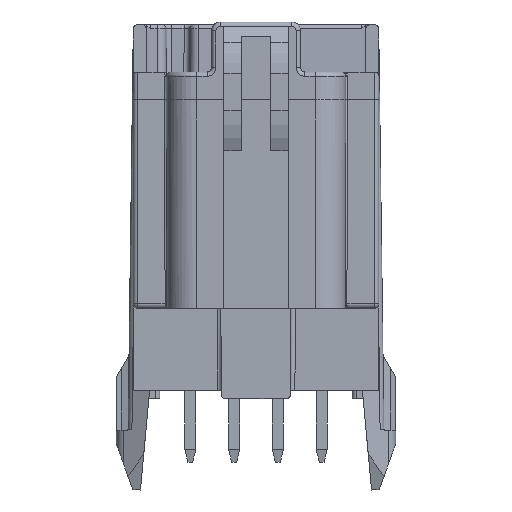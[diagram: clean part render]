
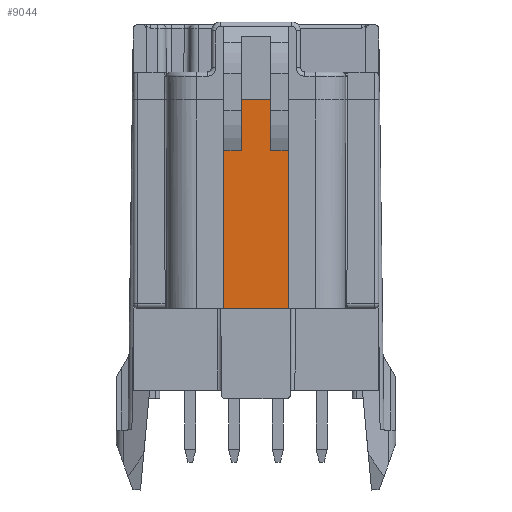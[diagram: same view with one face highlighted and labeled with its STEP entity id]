
A CAD part, left-side view. The second image highlights one B-rep face of the part: STEP entity #9044.
In plain terms, the highlighted planar face has unit normal (-1, 0, -0.002).
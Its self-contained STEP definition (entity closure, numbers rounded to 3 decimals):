
#307=DIRECTION('',(-0.002,0.,1.));
#308=VECTOR('',#307,9.129);
#309=CARTESIAN_POINT('',(20.832,18.938,26.667));
#310=LINE('',#309,#308);
#355=DIRECTION('',(0.,-1.,0.));
#356=VECTOR('',#355,1.02);
#357=CARTESIAN_POINT('',(20.812,18.938,35.797));
#358=LINE('',#357,#356);
#359=DIRECTION('',(0.,-1.,0.));
#360=VECTOR('',#359,3.738);
#361=CARTESIAN_POINT('',(20.832,18.938,26.667));
#362=LINE('',#361,#360);
#363=DIRECTION('',(0.002,0.,-1.));
#364=VECTOR('',#363,2.95);
#365=CARTESIAN_POINT('',(20.806,17.918,38.747));
#366=LINE('',#365,#364);
#367=DIRECTION('',(0.002,0.,-1.));
#368=VECTOR('',#367,2.95);
#369=CARTESIAN_POINT('',(20.806,16.22,38.747));
#370=LINE('',#369,#368);
#393=DIRECTION('',(0.,-1.,0.));
#394=VECTOR('',#393,1.698);
#395=CARTESIAN_POINT('',(20.806,17.918,38.747));
#396=LINE('',#395,#394);
#409=DIRECTION('',(0.002,0.,-1.));
#410=VECTOR('',#409,9.129);
#411=CARTESIAN_POINT('',(20.812,15.2,35.797));
#412=LINE('',#411,#410);
#6733=DIRECTION('',(0.,-1.,0.));
#6734=VECTOR('',#6733,1.02);
#6735=CARTESIAN_POINT('',(20.812,16.22,35.797));
#6736=LINE('',#6735,#6734);
#7004=CARTESIAN_POINT('',(20.812,16.22,35.797));
#7005=CARTESIAN_POINT('',(20.812,15.2,35.797));
#7006=VERTEX_POINT('',#7004);
#7007=VERTEX_POINT('',#7005);
#7008=CARTESIAN_POINT('',(20.832,15.2,26.667));
#7009=VERTEX_POINT('',#7008);
#7010=CARTESIAN_POINT('',(20.832,18.938,26.667));
#7011=VERTEX_POINT('',#7010);
#7012=CARTESIAN_POINT('',(20.812,18.938,35.797));
#7013=VERTEX_POINT('',#7012);
#7014=CARTESIAN_POINT('',(20.812,17.918,35.797));
#7015=VERTEX_POINT('',#7014);
#7016=CARTESIAN_POINT('',(20.806,17.918,38.747));
#7017=VERTEX_POINT('',#7016);
#7018=CARTESIAN_POINT('',(20.806,16.22,38.747));
#7019=VERTEX_POINT('',#7018);
#9024=CARTESIAN_POINT('',(20.806,16.22,38.747));
#9025=DIRECTION('',(-1.,0.,-0.002));
#9026=DIRECTION('',(0.002,0.,-1.));
#9027=AXIS2_PLACEMENT_3D('',#9024,#9025,#9026);
#9028=PLANE('',#9027);
#9030=ORIENTED_EDGE('',*,*,#9029,.T.);
#9032=ORIENTED_EDGE('',*,*,#9031,.T.);
#9034=ORIENTED_EDGE('',*,*,#9033,.T.);
#9036=ORIENTED_EDGE('',*,*,#9035,.F.);
#9037=ORIENTED_EDGE('',*,*,#8955,.T.);
#9038=ORIENTED_EDGE('',*,*,#9018,.T.);
#9039=ORIENTED_EDGE('',*,*,#8987,.F.);
#9041=ORIENTED_EDGE('',*,*,#9040,.T.);
#9042=EDGE_LOOP('',(#9030,#9032,#9034,#9036,#9037,#9038,#9039,#9041));
#9043=FACE_OUTER_BOUND('',#9042,.F.);
#9044=ADVANCED_FACE('',(#9043),#9028,.T.);
#8955=EDGE_CURVE('',#7011,#7013,#310,.T.);
#8987=EDGE_CURVE('',#7017,#7015,#366,.T.);
#9018=EDGE_CURVE('',#7013,#7015,#358,.T.);
#9029=EDGE_CURVE('',#7019,#7006,#370,.T.);
#9031=EDGE_CURVE('',#7006,#7007,#6736,.T.);
#9033=EDGE_CURVE('',#7007,#7009,#412,.T.);
#9035=EDGE_CURVE('',#7011,#7009,#362,.T.);
#9040=EDGE_CURVE('',#7017,#7019,#396,.T.);
